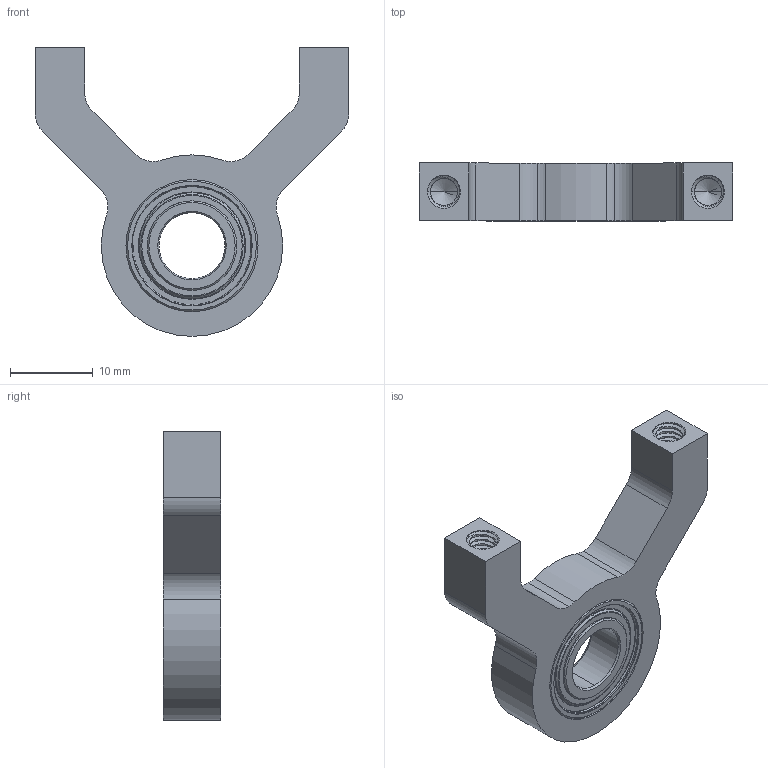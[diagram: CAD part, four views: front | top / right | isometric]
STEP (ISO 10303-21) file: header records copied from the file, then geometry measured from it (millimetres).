
FILE_DESCRIPTION (( 'STEP AP203' ), '1' );
FILE_NAME ('1602-0032-0008 assembly.STEP', '2018-01-18T20:12:45', ( '' ), ( '' ), 'SwSTEP 2.0', 'SolidWorks 2016', '' );
FILE_SCHEMA (( 'CONFIG_CONTROL_DESIGN' ));
Length unit declared in the file: inch
Products named in the file (3): 1600-0516-0008; 1602-0032-0008 assembly; 1602-0032-0008
Assembly tree (2 placements, depth 2):
  1602-0032-0008 assembly
    1602-0032-0008
    1600-0516-0008
Bounding box: 38 x 7 x 35 mm (x, y, z)
Volume: 3548.1 mm3; surface area: 3431.1 mm2
Topology: 4 solids, 4 shells, 196 faces, 487 edges, 308 vertices
Faces by surface type: cylinder 107, cone 34, plane 31, torus 20, bspline 4
Entity records: 11186 total; most frequent: CARTESIAN_POINT 6540, ORIENTED_EDGE 966, DIRECTION 893, EDGE_CURVE 483, AXIS2_PLACEMENT_3D 363, VERTEX_POINT 308, EDGE_LOOP 213, ADVANCED_FACE 196
